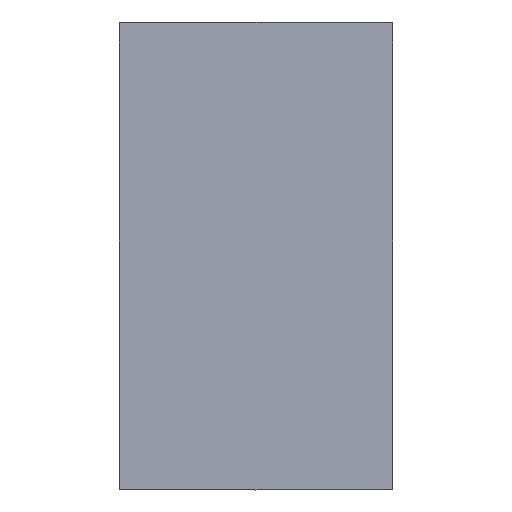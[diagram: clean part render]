
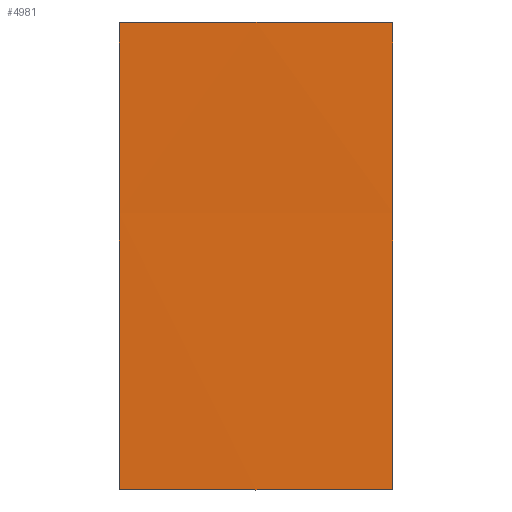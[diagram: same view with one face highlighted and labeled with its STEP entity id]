
A CAD part, top view. The second image highlights one B-rep face of the part: STEP entity #4981.
In plain terms, the highlighted cylindrical face has radius 5314.48 mm (diameter 10629 mm), a partial arc.
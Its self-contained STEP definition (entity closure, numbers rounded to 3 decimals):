
#118=CARTESIAN_POINT('',(293.983,-0.761,
-2.101));
#120=DIRECTION('',(0.,1.,0.));
#121=VECTOR('',#120,9.);
#122=CARTESIAN_POINT('',(0.,125.95,-2.101));
#123=LINE('',#122,#121);
#124=DIRECTION('',(0.,1.,0.));
#125=VECTOR('',#124,9.);
#126=CARTESIAN_POINT('',(0.,296.05,-2.101));
#127=LINE('',#126,#125);
#128=DIRECTION('',(0.,1.,0.));
#129=VECTOR('',#128,9.);
#130=CARTESIAN_POINT('',(0.,466.15,-2.101));
#131=LINE('',#130,#129);
#132=CARTESIAN_POINT('',(0.,500.57,-2.101));
#133=CARTESIAN_POINT('',(32.74,500.749,-1.195));
#134=CARTESIAN_POINT('',(98.176,501.016,0.008));
#135=CARTESIAN_POINT('',(195.807,501.016,0.008));
#136=CARTESIAN_POINT('',(261.243,500.749,-1.195));
#137=CARTESIAN_POINT('',(293.983,500.57,-2.101));
#139=DIRECTION('',(0.,-1.,0.));
#140=VECTOR('',#139,25.42);
#141=CARTESIAN_POINT('',(293.983,500.57,-2.101));
#142=LINE('',#141,#140);
#143=DIRECTION('',(0.,-1.,0.));
#144=VECTOR('',#143,9.);
#145=CARTESIAN_POINT('',(293.983,475.15,-2.101));
#146=LINE('',#145,#144);
#147=DIRECTION('',(0.,-1.,0.));
#148=VECTOR('',#147,161.1);
#149=CARTESIAN_POINT('',(293.983,466.15,-2.101));
#150=LINE('',#149,#148);
#151=DIRECTION('',(0.,-1.,0.));
#152=VECTOR('',#151,9.);
#153=CARTESIAN_POINT('',(293.983,305.05,-2.101));
#154=LINE('',#153,#152);
#155=DIRECTION('',(0.,-1.,0.));
#156=VECTOR('',#155,161.1);
#157=CARTESIAN_POINT('',(293.983,296.05,-2.101));
#158=LINE('',#157,#156);
#159=DIRECTION('',(0.,-1.,0.));
#160=VECTOR('',#159,9.);
#161=CARTESIAN_POINT('',(293.983,134.95,-2.101));
#162=LINE('',#161,#160);
#163=DIRECTION('',(0.,-1.,0.));
#164=VECTOR('',#163,126.711);
#165=CARTESIAN_POINT('',(293.983,125.95,-2.101));
#166=LINE('',#165,#164);
#167=CARTESIAN_POINT('',(293.983,-0.761,
-2.101));
#168=CARTESIAN_POINT('',(261.221,-0.964,
-1.194));
#169=CARTESIAN_POINT('',(195.756,-1.265,0.008));
#170=CARTESIAN_POINT('',(98.227,-1.265,0.008));
#171=CARTESIAN_POINT('',(32.762,-0.964,
-1.194));
#172=CARTESIAN_POINT('',(0.,-0.761,
-2.101));
#179=DIRECTION('',(0.,-1.,0.));
#180=VECTOR('',#179,126.711);
#181=CARTESIAN_POINT('',(0.,125.95,-2.101));
#182=LINE('',#181,#180);
#183=CARTESIAN_POINT('',(0.,-0.761,
-2.101));
#194=DIRECTION('',(0.,-1.,0.));
#195=VECTOR('',#194,25.42);
#196=CARTESIAN_POINT('',(0.,500.57,-2.101));
#197=LINE('',#196,#195);
#912=DIRECTION('',(0.,-1.,0.));
#913=VECTOR('',#912,161.1);
#914=CARTESIAN_POINT('',(0.,466.15,-2.101));
#915=LINE('',#914,#913);
#3724=DIRECTION('',(0.,-1.,0.));
#3725=VECTOR('',#3724,161.1);
#3726=CARTESIAN_POINT('',(0.,296.05,
-2.101));
#3727=LINE('',#3726,#3725);
#4239=VERTEX_POINT('',#118);
#4256=VERTEX_POINT('',#183);
#4309=CARTESIAN_POINT('',(0.,475.15,-2.101));
#4311=VERTEX_POINT('',#4309);
#4316=CARTESIAN_POINT('',(293.983,475.15,-2.101));
#4318=VERTEX_POINT('',#4316);
#4394=CARTESIAN_POINT('',(0.,125.95,-2.101));
#4395=VERTEX_POINT('',#4394);
#4408=CARTESIAN_POINT('',(293.983,125.95,-2.101));
#4410=VERTEX_POINT('',#4408);
#4412=CARTESIAN_POINT('',(0.,134.95,-2.101));
#4413=VERTEX_POINT('',#4412);
#4422=CARTESIAN_POINT('',(293.983,134.95,-2.101));
#4423=VERTEX_POINT('',#4422);
#4434=CARTESIAN_POINT('',(293.983,296.05,-2.101));
#4436=VERTEX_POINT('',#4434);
#4441=CARTESIAN_POINT('',(0.,296.05,
-2.101));
#4442=VERTEX_POINT('',#4441);
#4445=CARTESIAN_POINT('',(293.983,500.57,-2.101));
#4446=VERTEX_POINT('',#4445);
#4453=CARTESIAN_POINT('',(293.983,305.05,-2.101));
#4454=VERTEX_POINT('',#4453);
#4455=CARTESIAN_POINT('',(293.983,466.15,-2.101));
#4456=VERTEX_POINT('',#4455);
#4459=CARTESIAN_POINT('',(0.,305.05,-2.101));
#4460=VERTEX_POINT('',#4459);
#4461=CARTESIAN_POINT('',(0.,466.15,-2.101));
#4462=VERTEX_POINT('',#4461);
#4463=CARTESIAN_POINT('',(0.,500.57,
-2.101));
#4464=VERTEX_POINT('',#4463);
#4944=CARTESIAN_POINT('',(146.992,-2.5,-5314.543));
#4945=DIRECTION('',(0.,1.,0.));
#4946=DIRECTION('',(1.,0.,0.));
#4947=AXIS2_PLACEMENT_3D('',#4944,#4945,#4946);
#4948=CYLINDRICAL_SURFACE('',#4947,5314.475);
#4950=ORIENTED_EDGE('',*,*,#4949,.F.);
#4952=ORIENTED_EDGE('',*,*,#4951,.T.);
#4954=ORIENTED_EDGE('',*,*,#4953,.F.);
#4956=ORIENTED_EDGE('',*,*,#4955,.T.);
#4958=ORIENTED_EDGE('',*,*,#4957,.F.);
#4960=ORIENTED_EDGE('',*,*,#4959,.T.);
#4962=ORIENTED_EDGE('',*,*,#4961,.F.);
#4964=ORIENTED_EDGE('',*,*,#4963,.T.);
#4965=ORIENTED_EDGE('',*,*,#4933,.T.);
#4967=ORIENTED_EDGE('',*,*,#4966,.T.);
#4969=ORIENTED_EDGE('',*,*,#4968,.T.);
#4971=ORIENTED_EDGE('',*,*,#4970,.T.);
#4973=ORIENTED_EDGE('',*,*,#4972,.T.);
#4975=ORIENTED_EDGE('',*,*,#4974,.T.);
#4976=ORIENTED_EDGE('',*,*,#4902,.T.);
#4978=ORIENTED_EDGE('',*,*,#4977,.T.);
#4979=EDGE_LOOP('',(#4950,#4952,#4954,#4956,#4958,#4960,#4962,#4964,#4965,#4967,
#4969,#4971,#4973,#4975,#4976,#4978));
#4980=FACE_OUTER_BOUND('',#4979,.F.);
#4981=ADVANCED_FACE('',(#4980),#4948,.T.);
#138=B_SPLINE_CURVE_WITH_KNOTS('',3,(#132,#133,#134,#135,#136,#137),
.UNSPECIFIED.,.F.,.F.,(4,1,1,4),(0.,0.333,0.667,1.),
.UNSPECIFIED.);
#173=B_SPLINE_CURVE_WITH_KNOTS('',3,(#167,#168,#169,#170,#171,#172),
.UNSPECIFIED.,.F.,.F.,(4,1,1,4),(0.,0.333,0.667,1.),
.UNSPECIFIED.);
#4902=EDGE_CURVE('',#4410,#4239,#166,.T.);
#4933=EDGE_CURVE('',#4446,#4318,#142,.T.);
#4949=EDGE_CURVE('',#4395,#4256,#182,.T.);
#4951=EDGE_CURVE('',#4395,#4413,#123,.T.);
#4953=EDGE_CURVE('',#4442,#4413,#3727,.T.);
#4955=EDGE_CURVE('',#4442,#4460,#127,.T.);
#4957=EDGE_CURVE('',#4462,#4460,#915,.T.);
#4959=EDGE_CURVE('',#4462,#4311,#131,.T.);
#4961=EDGE_CURVE('',#4464,#4311,#197,.T.);
#4963=EDGE_CURVE('',#4464,#4446,#138,.T.);
#4966=EDGE_CURVE('',#4318,#4456,#146,.T.);
#4968=EDGE_CURVE('',#4456,#4454,#150,.T.);
#4970=EDGE_CURVE('',#4454,#4436,#154,.T.);
#4972=EDGE_CURVE('',#4436,#4423,#158,.T.);
#4974=EDGE_CURVE('',#4423,#4410,#162,.T.);
#4977=EDGE_CURVE('',#4239,#4256,#173,.T.);
